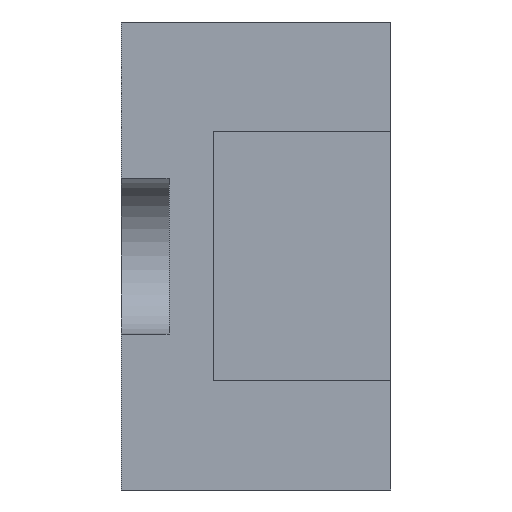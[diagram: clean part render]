
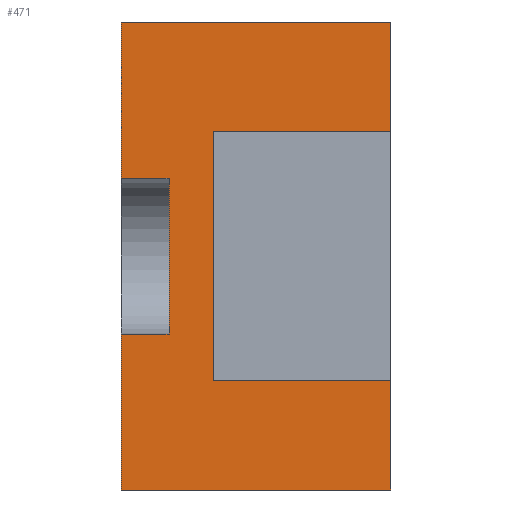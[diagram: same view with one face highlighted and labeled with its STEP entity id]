
A CAD part, front view. The second image highlights one B-rep face of the part: STEP entity #471.
In plain terms, the highlighted planar face has unit normal (0, -1, 0).
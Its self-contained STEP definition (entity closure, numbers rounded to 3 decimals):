
#46=FACE_OUTER_BOUND('',#72,.T.);
#72=EDGE_LOOP('',(#364,#365,#366,#367,#368,#369,#370,#371,#372,#373,#374,
#375));
#89=LINE('',#666,#145);
#92=LINE('',#677,#148);
#94=LINE('',#680,#150);
#95=LINE('',#685,#151);
#99=LINE('',#692,#155);
#104=LINE('',#710,#160);
#109=LINE('',#720,#165);
#113=LINE('',#731,#169);
#114=LINE('',#734,#170);
#115=LINE('',#735,#171);
#116=LINE('',#737,#172);
#117=LINE('',#738,#173);
#145=VECTOR('',#538,10.);
#148=VECTOR('',#549,10.);
#150=VECTOR('',#553,10.);
#151=VECTOR('',#558,10.);
#155=VECTOR('',#562,10.);
#160=VECTOR('',#579,10.);
#165=VECTOR('',#586,10.);
#169=VECTOR('',#600,10.);
#170=VECTOR('',#603,10.);
#171=VECTOR('',#604,10.);
#172=VECTOR('',#605,10.);
#173=VECTOR('',#606,10.);
#199=VERTEX_POINT('',#660);
#201=VERTEX_POINT('',#664);
#204=VERTEX_POINT('',#674);
#205=VERTEX_POINT('',#676);
#207=VERTEX_POINT('',#684);
#210=VERTEX_POINT('',#690);
#216=VERTEX_POINT('',#707);
#217=VERTEX_POINT('',#709);
#219=VERTEX_POINT('',#714);
#221=VERTEX_POINT('',#718);
#224=VERTEX_POINT('',#733);
#225=VERTEX_POINT('',#736);
#245=EDGE_CURVE('',#199,#201,#89,.T.);
#250=EDGE_CURVE('',#205,#204,#92,.T.);
#252=EDGE_CURVE('',#201,#205,#94,.T.);
#254=EDGE_CURVE('',#199,#207,#95,.T.);
#258=EDGE_CURVE('',#210,#204,#99,.T.);
#266=EDGE_CURVE('',#217,#216,#104,.T.);
#271=EDGE_CURVE('',#219,#221,#109,.T.);
#277=EDGE_CURVE('',#221,#217,#113,.T.);
#278=EDGE_CURVE('',#210,#224,#114,.T.);
#279=EDGE_CURVE('',#224,#219,#115,.T.);
#280=EDGE_CURVE('',#216,#225,#116,.T.);
#281=EDGE_CURVE('',#207,#225,#117,.T.);
#364=ORIENTED_EDGE('',*,*,#250,.T.);
#365=ORIENTED_EDGE('',*,*,#258,.F.);
#366=ORIENTED_EDGE('',*,*,#278,.T.);
#367=ORIENTED_EDGE('',*,*,#279,.T.);
#368=ORIENTED_EDGE('',*,*,#271,.T.);
#369=ORIENTED_EDGE('',*,*,#277,.T.);
#370=ORIENTED_EDGE('',*,*,#266,.T.);
#371=ORIENTED_EDGE('',*,*,#280,.T.);
#372=ORIENTED_EDGE('',*,*,#281,.F.);
#373=ORIENTED_EDGE('',*,*,#254,.F.);
#374=ORIENTED_EDGE('',*,*,#245,.T.);
#375=ORIENTED_EDGE('',*,*,#252,.T.);
#448=PLANE('',#517);
#471=ADVANCED_FACE('',(#46),#448,.T.);
#517=AXIS2_PLACEMENT_3D('',#732,#601,#602);
#538=DIRECTION('',(1.,0.,0.));
#549=DIRECTION('',(-1.,0.,0.));
#553=DIRECTION('',(0.,0.,-1.));
#558=DIRECTION('',(0.,0.,1.));
#562=DIRECTION('',(0.,0.,1.));
#579=DIRECTION('',(1.,0.,0.));
#586=DIRECTION('',(-1.,0.,0.));
#600=DIRECTION('',(0.,0.,1.));
#601=DIRECTION('center_axis',(0.,-1.,0.));
#602=DIRECTION('ref_axis',(1.,0.,0.));
#603=DIRECTION('',(1.,0.,0.));
#604=DIRECTION('',(0.,0.,1.));
#605=DIRECTION('',(0.,0.,1.));
#606=DIRECTION('',(1.,0.,0.));
#660=CARTESIAN_POINT('',(6.3,-18.9,4.));
#664=CARTESIAN_POINT('',(6.91,-18.9,4.));
#666=CARTESIAN_POINT('',(6.3,-18.9,4.));
#674=CARTESIAN_POINT('',(6.3,-18.9,2.));
#676=CARTESIAN_POINT('',(6.91,-18.9,2.));
#677=CARTESIAN_POINT('',(6.3,-18.9,2.));
#680=CARTESIAN_POINT('',(6.91,-18.9,1.5));
#684=CARTESIAN_POINT('',(6.3,-18.9,6.));
#685=CARTESIAN_POINT('',(6.3,-18.9,0.));
#690=CARTESIAN_POINT('',(6.3,-18.9,0.));
#692=CARTESIAN_POINT('',(6.3,-18.9,0.));
#707=CARTESIAN_POINT('',(9.75,-18.9,4.6));
#709=CARTESIAN_POINT('',(7.475,-18.9,4.6));
#710=CARTESIAN_POINT('',(8.025,-18.9,4.6));
#714=CARTESIAN_POINT('',(9.75,-18.9,1.4));
#718=CARTESIAN_POINT('',(7.475,-18.9,1.4));
#720=CARTESIAN_POINT('',(8.025,-18.9,1.4));
#731=CARTESIAN_POINT('',(7.475,-18.9,1.5));
#732=CARTESIAN_POINT('Origin',(6.3,-18.9,0.));
#733=CARTESIAN_POINT('',(9.75,-18.9,0.));
#734=CARTESIAN_POINT('',(6.3,-18.9,0.));
#735=CARTESIAN_POINT('',(9.75,-18.9,0.));
#736=CARTESIAN_POINT('',(9.75,-18.9,6.));
#737=CARTESIAN_POINT('',(9.75,-18.9,0.));
#738=CARTESIAN_POINT('',(6.3,-18.9,6.));
